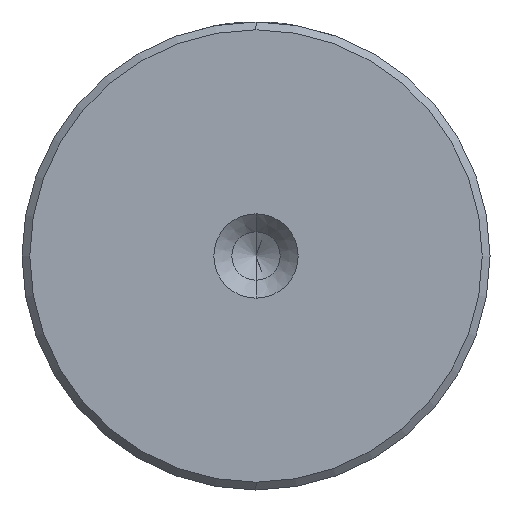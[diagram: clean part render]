
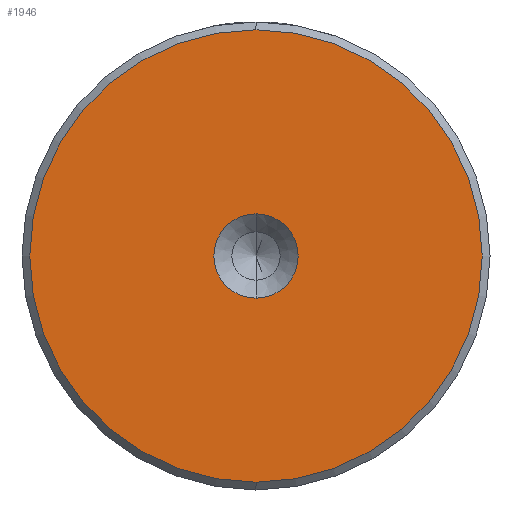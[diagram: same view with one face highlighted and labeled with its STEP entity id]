
A CAD part, left-side view. The second image highlights one B-rep face of the part: STEP entity #1946.
In plain terms, the highlighted planar face has unit normal (-1, 0, 0).
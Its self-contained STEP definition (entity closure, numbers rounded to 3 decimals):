
#58 = CARTESIAN_POINT ( 'NONE',  ( 0., 0., 0. ) ) ;
#266 = DIRECTION ( 'NONE',  ( 0., 0., 1. ) ) ;
#290 = CIRCLE ( 'NONE', #1765, 2.7 ) ;
#312 = AXIS2_PLACEMENT_3D ( 'NONE', #590, #1827, #782 ) ;
#328 = AXIS2_PLACEMENT_3D ( 'NONE', #957, #2185, #1160 ) ;
#524 = CARTESIAN_POINT ( 'NONE',  ( 0., 0., 0. ) ) ;
#572 = FACE_OUTER_BOUND ( 'NONE', #1056, .T. ) ;
#590 = CARTESIAN_POINT ( 'NONE',  ( 0., 0., 0. ) ) ;
#703 = CIRCLE ( 'NONE', #867, 14.5 ) ;
#723 = CIRCLE ( 'NONE', #312, 2.7 ) ;
#727 = VERTEX_POINT ( 'NONE', #1036 ) ;
#782 = DIRECTION ( 'NONE',  ( 0., 0., 1. ) ) ;
#793 = EDGE_LOOP ( 'NONE', ( #1123, #1145 ) ) ;
#863 = EDGE_CURVE ( 'NONE', #900, #727, #290, .T. ) ;
#867 = AXIS2_PLACEMENT_3D ( 'NONE', #2050, #1014, #2213 ) ;
#900 = VERTEX_POINT ( 'NONE', #2029 ) ;
#908 = CARTESIAN_POINT ( 'NONE',  ( 0., 0., -14.5 ) ) ;
#957 = CARTESIAN_POINT ( 'NONE',  ( 0., 0., 0. ) ) ;
#959 = EDGE_CURVE ( 'NONE', #1674, #1159, #703, .T. ) ;
#1014 = DIRECTION ( 'NONE',  ( -1., 0., 0. ) ) ;
#1036 = CARTESIAN_POINT ( 'NONE',  ( 0., 0., 2.7 ) ) ;
#1056 = EDGE_LOOP ( 'NONE', ( #1846, #1977 ) ) ;
#1123 = ORIENTED_EDGE ( 'NONE', *, *, #2116, .F. ) ;
#1145 = ORIENTED_EDGE ( 'NONE', *, *, #863, .F. ) ;
#1159 = VERTEX_POINT ( 'NONE', #908 ) ;
#1160 = DIRECTION ( 'NONE',  ( 0., 0., 1. ) ) ;
#1201 = AXIS2_PLACEMENT_3D ( 'NONE', #524, #1930, #1248 ) ;
#1248 = DIRECTION ( 'NONE',  ( 0., 0., 1. ) ) ;
#1276 = CARTESIAN_POINT ( 'NONE',  ( 0., 0., 14.5 ) ) ;
#1315 = EDGE_CURVE ( 'NONE', #1159, #1674, #1807, .T. ) ;
#1335 = DIRECTION ( 'NONE',  ( -1., 0., 0. ) ) ;
#1472 = FACE_BOUND ( 'NONE', #793, .T. ) ;
#1674 = VERTEX_POINT ( 'NONE', #1276 ) ;
#1765 = AXIS2_PLACEMENT_3D ( 'NONE', #58, #1335, #266 ) ;
#1807 = CIRCLE ( 'NONE', #328, 14.5 ) ;
#1827 = DIRECTION ( 'NONE',  ( -1., 0., 0. ) ) ;
#1846 = ORIENTED_EDGE ( 'NONE', *, *, #1315, .T. ) ;
#1930 = DIRECTION ( 'NONE',  ( -1., 0., 0. ) ) ;
#1946 = ADVANCED_FACE ( 'NONE', ( #572, #1472 ), #2270, .T. ) ;
#1977 = ORIENTED_EDGE ( 'NONE', *, *, #959, .T. ) ;
#2029 = CARTESIAN_POINT ( 'NONE',  ( 0., 0., -2.7 ) ) ;
#2050 = CARTESIAN_POINT ( 'NONE',  ( 0., 0., 0. ) ) ;
#2116 = EDGE_CURVE ( 'NONE', #727, #900, #723, .T. ) ;
#2185 = DIRECTION ( 'NONE',  ( -1., 0., 0. ) ) ;
#2213 = DIRECTION ( 'NONE',  ( 0., 0., 1. ) ) ;
#2270 = PLANE ( 'NONE',  #1201 ) ;
